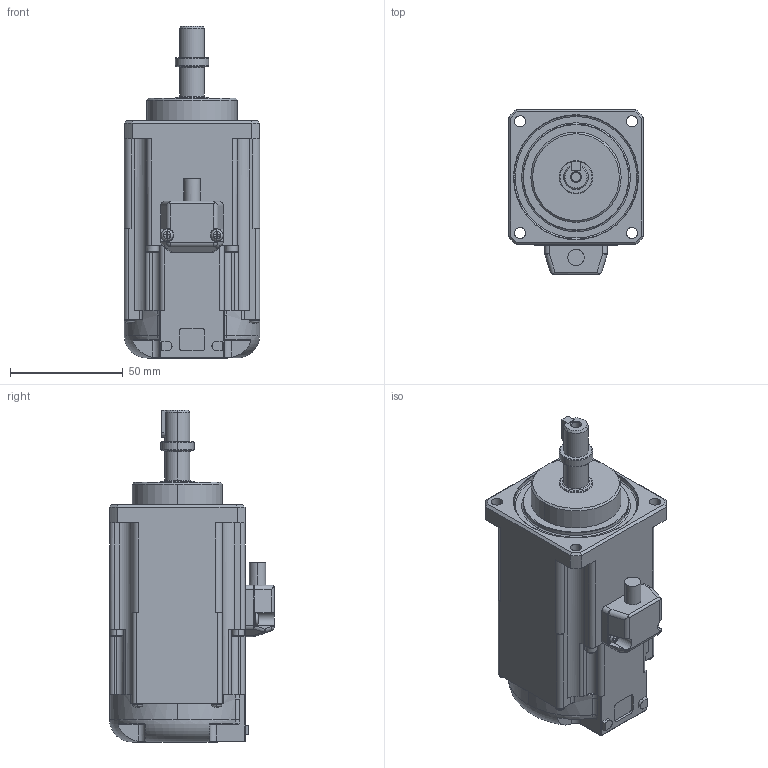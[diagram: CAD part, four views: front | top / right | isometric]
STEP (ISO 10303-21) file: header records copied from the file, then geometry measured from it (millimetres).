
FILE_DESCRIPTION (( 'STEP AP203' ), '1' );
FILE_NAME ('3HAC063505-005.STEP', '2017-08-29T01:54:59', ( '' ), ( '' ), 'SwSTEP 2.0', 'SolidWorks 2016', '' );
FILE_SCHEMA (( 'CONFIG_CONTROL_DESIGN' ));
Length unit declared in the file: millimetre
Products named in the file (3): 3HAC058610-001; 3HAC034427-001; 3HAC063505-005
Assembly tree (2 placements, depth 2):
  3HAC063505-005
    3HAC058610-001
    3HAC034427-001
Bounding box: 60 x 73 x 147 mm (x, y, z)
Volume: 346246.5 mm3; surface area: 35593 mm2
Topology: 2 solids, 4 shells, 631 faces, 1473 edges, 870 vertices
Faces by surface type: plane 288, cylinder 201, cone 71, sphere 34, torus 25, bspline 12
Entity records: 21390 total; most frequent: CARTESIAN_POINT 8056, ORIENTED_EDGE 2922, DIRECTION 2358, EDGE_CURVE 1461, AXIS2_PLACEMENT_3D 967, VERTEX_POINT 869, EDGE_LOOP 674, B_SPLINE_CURVE_WITH_KNOTS 665
